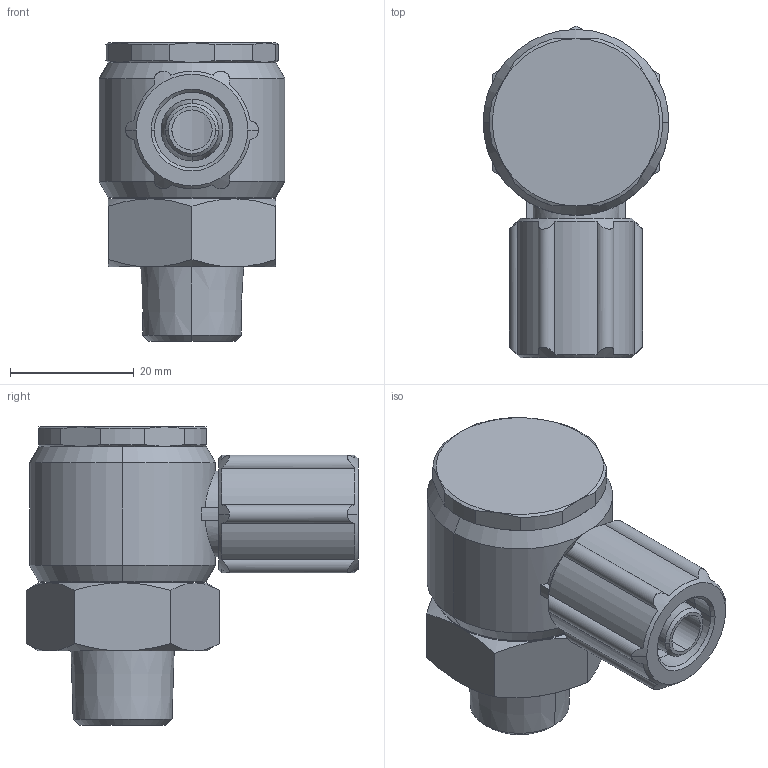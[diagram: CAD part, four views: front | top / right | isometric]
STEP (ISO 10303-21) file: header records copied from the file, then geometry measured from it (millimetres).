
FILE_DESCRIPTION((''),'2;1');
FILE_NAME('THL1203D1-mdt.stp','2017-07-21T14:01:04',(''),(''),'Mechanical Desktop 2009','Mechanical Desktop 2009',', , ');
FILE_SCHEMA(('CONFIG_CONTROL_DESIGN'));
Length unit declared in the file: millimetre
Products named in the file (4): THL1203D1-MDTA; THL1203D1-MDT; THT1; THT12-1
Assembly tree (3 placements, depth 3):
  THL1203D1-MDTA
    THL1203D1-MDT
    THT1
      THT12-1
Bounding box: 30 x 53.59 x 48.2 mm (x, y, z)
Volume: 23079.7 mm3; surface area: 14027.6 mm2
Topology: 1 solids, 1 shells, 174 faces, 407 edges, 249 vertices
Faces by surface type: cone 68, cylinder 66, plane 36, torus 4
Entity records: 5694 total; most frequent: CARTESIAN_POINT 1662, DIRECTION 852, ORIENTED_EDGE 814, EDGE_CURVE 407, AXIS2_PLACEMENT_3D 358, VERTEX_POINT 249, EDGE_LOOP 194, CIRCLE 180
